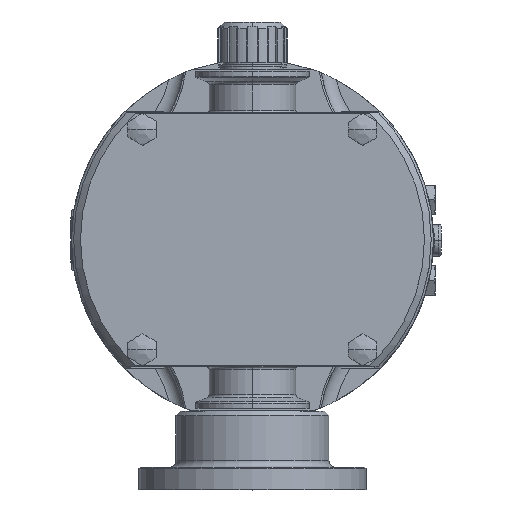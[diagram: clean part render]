
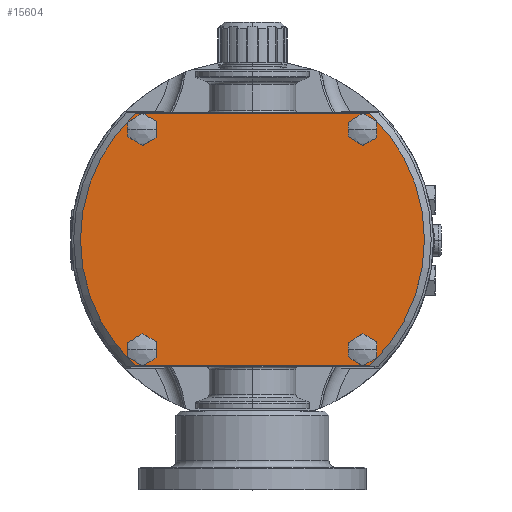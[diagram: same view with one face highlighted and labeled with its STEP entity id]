
A CAD part, top view. The second image highlights one B-rep face of the part: STEP entity #15604.
In plain terms, the highlighted planar face has unit normal (0, 0, 1).
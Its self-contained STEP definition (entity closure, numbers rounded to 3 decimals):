
#2462=DIRECTION('',(1.,0.,0.));
#2463=VECTOR('',#2462,104.235);
#2464=CARTESIAN_POINT('',(-52.118,56.,114.725));
#2465=LINE('',#2464,#2463);
#2466=CARTESIAN_POINT('',(0.,0.,114.725));
#2467=DIRECTION('',(0.,0.,-1.));
#2468=DIRECTION('',(0.681,0.732,0.));
#2469=AXIS2_PLACEMENT_3D('',#2466,#2467,#2468);
#2471=DIRECTION('',(-1.,0.,0.));
#2472=VECTOR('',#2471,104.235);
#2473=CARTESIAN_POINT('',(52.118,-56.,114.725));
#2474=LINE('',#2473,#2472);
#2475=CARTESIAN_POINT('',(0.,0.,114.725));
#2476=DIRECTION('',(0.,0.,-1.));
#2477=DIRECTION('',(-0.681,-0.732,0.));
#2478=AXIS2_PLACEMENT_3D('',#2475,#2476,#2477);
#2480=CARTESIAN_POINT('',(-49.,49.,114.725));
#2481=DIRECTION('',(0.,0.,-1.));
#2482=DIRECTION('',(-1.,0.,0.));
#2483=AXIS2_PLACEMENT_3D('',#2480,#2481,#2482);
#2485=CARTESIAN_POINT('',(-49.,49.,114.725));
#2486=DIRECTION('',(0.,0.,-1.));
#2487=DIRECTION('',(1.,0.,0.));
#2488=AXIS2_PLACEMENT_3D('',#2485,#2486,#2487);
#2490=CARTESIAN_POINT('',(-49.,-49.,114.725));
#2491=DIRECTION('',(0.,0.,-1.));
#2492=DIRECTION('',(-1.,0.,0.));
#2493=AXIS2_PLACEMENT_3D('',#2490,#2491,#2492);
#2495=CARTESIAN_POINT('',(-49.,-49.,114.725));
#2496=DIRECTION('',(0.,0.,-1.));
#2497=DIRECTION('',(1.,0.,0.));
#2498=AXIS2_PLACEMENT_3D('',#2495,#2496,#2497);
#2500=CARTESIAN_POINT('',(49.,49.,114.725));
#2501=DIRECTION('',(0.,0.,-1.));
#2502=DIRECTION('',(-1.,0.,0.));
#2503=AXIS2_PLACEMENT_3D('',#2500,#2501,#2502);
#2505=CARTESIAN_POINT('',(49.,49.,114.725));
#2506=DIRECTION('',(0.,0.,-1.));
#2507=DIRECTION('',(1.,0.,0.));
#2508=AXIS2_PLACEMENT_3D('',#2505,#2506,#2507);
#2510=CARTESIAN_POINT('',(49.,-49.,114.725));
#2511=DIRECTION('',(0.,0.,-1.));
#2512=DIRECTION('',(-1.,0.,0.));
#2513=AXIS2_PLACEMENT_3D('',#2510,#2511,#2512);
#2515=CARTESIAN_POINT('',(49.,-49.,114.725));
#2516=DIRECTION('',(0.,0.,-1.));
#2517=DIRECTION('',(1.,0.,0.));
#2518=AXIS2_PLACEMENT_3D('',#2515,#2516,#2517);
#12839=CARTESIAN_POINT('',(-52.118,-56.,114.725));
#12840=CARTESIAN_POINT('',(-52.118,56.,114.725));
#12841=VERTEX_POINT('',#12839);
#12842=VERTEX_POINT('',#12840);
#12843=CARTESIAN_POINT('',(52.118,56.,114.725));
#12844=CARTESIAN_POINT('',(52.118,-56.,114.725));
#12845=VERTEX_POINT('',#12843);
#12846=VERTEX_POINT('',#12844);
#12881=CARTESIAN_POINT('',(-54.5,49.,114.725));
#12882=CARTESIAN_POINT('',(-43.5,49.,114.725));
#12883=VERTEX_POINT('',#12881);
#12884=VERTEX_POINT('',#12882);
#12911=CARTESIAN_POINT('',(-54.5,-49.,114.725));
#12912=CARTESIAN_POINT('',(-43.5,-49.,114.725));
#12913=VERTEX_POINT('',#12911);
#12914=VERTEX_POINT('',#12912);
#12941=CARTESIAN_POINT('',(43.5,49.,114.725));
#12942=CARTESIAN_POINT('',(54.5,49.,114.725));
#12943=VERTEX_POINT('',#12941);
#12944=VERTEX_POINT('',#12942);
#12971=CARTESIAN_POINT('',(43.5,-49.,114.725));
#12972=CARTESIAN_POINT('',(54.5,-49.,114.725));
#12973=VERTEX_POINT('',#12971);
#12974=VERTEX_POINT('',#12972);
#15569=CARTESIAN_POINT('',(0.,0.,114.725));
#15570=DIRECTION('',(0.,0.,1.));
#15571=DIRECTION('',(0.,1.,0.));
#15572=AXIS2_PLACEMENT_3D('',#15569,#15570,#15571);
#15573=PLANE('',#15572);
#15574=ORIENTED_EDGE('',*,*,#15493,.T.);
#15575=ORIENTED_EDGE('',*,*,#15537,.T.);
#15576=ORIENTED_EDGE('',*,*,#15551,.T.);
#15577=ORIENTED_EDGE('',*,*,#15477,.T.);
#15578=EDGE_LOOP('',(#15574,#15575,#15576,#15577));
#15579=FACE_OUTER_BOUND('',#15578,.F.);
#15581=ORIENTED_EDGE('',*,*,#15580,.F.);
#15583=ORIENTED_EDGE('',*,*,#15582,.F.);
#15584=EDGE_LOOP('',(#15581,#15583));
#15585=FACE_BOUND('',#15584,.F.);
#15587=ORIENTED_EDGE('',*,*,#15586,.F.);
#15589=ORIENTED_EDGE('',*,*,#15588,.F.);
#15590=EDGE_LOOP('',(#15587,#15589));
#15591=FACE_BOUND('',#15590,.F.);
#15593=ORIENTED_EDGE('',*,*,#15592,.F.);
#15595=ORIENTED_EDGE('',*,*,#15594,.F.);
#15596=EDGE_LOOP('',(#15593,#15595));
#15597=FACE_BOUND('',#15596,.F.);
#15599=ORIENTED_EDGE('',*,*,#15598,.F.);
#15601=ORIENTED_EDGE('',*,*,#15600,.F.);
#15602=EDGE_LOOP('',(#15599,#15601));
#15603=FACE_BOUND('',#15602,.F.);
#15604=ADVANCED_FACE('',(#15579,#15585,#15591,#15597,#15603),#15573,.T.);
#2470=CIRCLE('',#2469,76.5);
#2479=CIRCLE('',#2478,76.5);
#2484=CIRCLE('',#2483,5.5);
#2489=CIRCLE('',#2488,5.5);
#2494=CIRCLE('',#2493,5.5);
#2499=CIRCLE('',#2498,5.5);
#2504=CIRCLE('',#2503,5.5);
#2509=CIRCLE('',#2508,5.5);
#2514=CIRCLE('',#2513,5.5);
#2519=CIRCLE('',#2518,5.5);
#15477=EDGE_CURVE('',#12841,#12842,#2479,.T.);
#15493=EDGE_CURVE('',#12842,#12845,#2465,.T.);
#15537=EDGE_CURVE('',#12845,#12846,#2470,.T.);
#15551=EDGE_CURVE('',#12846,#12841,#2474,.T.);
#15580=EDGE_CURVE('',#12883,#12884,#2484,.T.);
#15582=EDGE_CURVE('',#12884,#12883,#2489,.T.);
#15586=EDGE_CURVE('',#12913,#12914,#2494,.T.);
#15588=EDGE_CURVE('',#12914,#12913,#2499,.T.);
#15592=EDGE_CURVE('',#12943,#12944,#2504,.T.);
#15594=EDGE_CURVE('',#12944,#12943,#2509,.T.);
#15598=EDGE_CURVE('',#12973,#12974,#2514,.T.);
#15600=EDGE_CURVE('',#12974,#12973,#2519,.T.);
